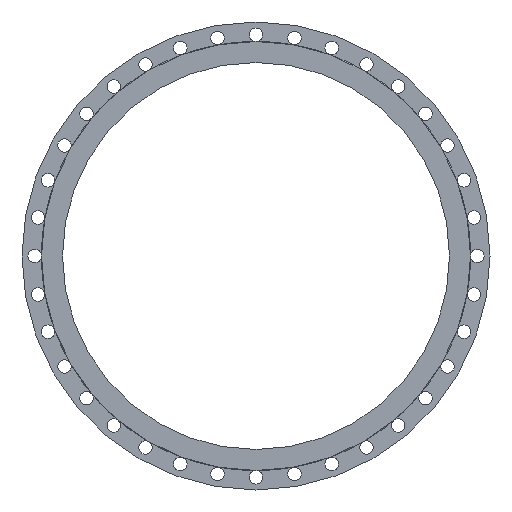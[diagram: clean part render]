
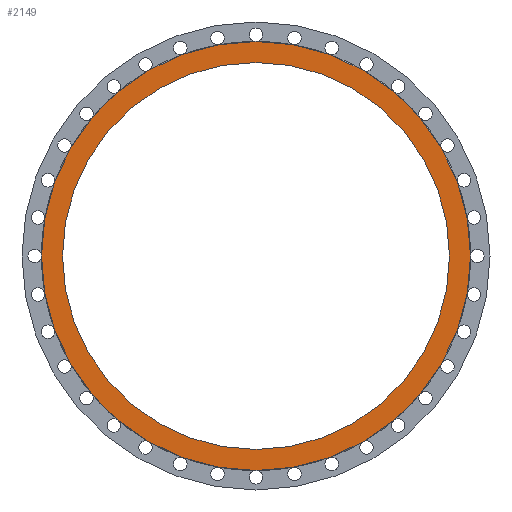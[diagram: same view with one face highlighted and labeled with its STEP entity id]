
A CAD part, left-side view. The second image highlights one B-rep face of the part: STEP entity #2149.
In plain terms, the highlighted planar face has unit normal (-1, 0, 0).
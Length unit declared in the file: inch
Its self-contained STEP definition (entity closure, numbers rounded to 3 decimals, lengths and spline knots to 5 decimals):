
#146 = DIRECTION ( 'NONE',  ( 0., 0., 1. ) ) ;
#168 = CIRCLE ( 'NONE', #3650, 16.125 ) ;
#468 = ORIENTED_EDGE ( 'NONE', *, *, #3056, .F. ) ;
#498 = DIRECTION ( 'NONE',  ( 0., 0., 1. ) ) ;
#546 = DIRECTION ( 'NONE',  ( 0., 0., 1. ) ) ;
#581 = FACE_OUTER_BOUND ( 'NONE', #1312, .T. ) ;
#583 = CIRCLE ( 'NONE', #2639, 17.875 ) ;
#609 = VERTEX_POINT ( 'NONE', #2662 ) ;
#640 = VERTEX_POINT ( 'NONE', #2251 ) ;
#641 = CIRCLE ( 'NONE', #3290, 17.875 ) ;
#645 = DIRECTION ( 'NONE',  ( 0., 0., 1. ) ) ;
#691 = CARTESIAN_POINT ( 'NONE',  ( -0.14414, 0., 0. ) ) ;
#798 = VERTEX_POINT ( 'NONE', #1165 ) ;
#804 = AXIS2_PLACEMENT_3D ( 'NONE', #1000, #2435, #146 ) ;
#808 = VERTEX_POINT ( 'NONE', #1459 ) ;
#822 = FACE_BOUND ( 'NONE', #2984, .T. ) ;
#938 = EDGE_CURVE ( 'NONE', #640, #609, #2390, .T. ) ;
#1000 = CARTESIAN_POINT ( 'NONE',  ( -0.14414, 0., 0. ) ) ;
#1165 = CARTESIAN_POINT ( 'NONE',  ( -0.14414, 0., -17.875 ) ) ;
#1209 = CARTESIAN_POINT ( 'NONE',  ( -0.14414, 0., 0. ) ) ;
#1237 = DIRECTION ( 'NONE',  ( -1., 0., 0. ) ) ;
#1275 = DIRECTION ( 'NONE',  ( 0., 0., 1. ) ) ;
#1312 = EDGE_LOOP ( 'NONE', ( #3289, #2904 ) ) ;
#1350 = DIRECTION ( 'NONE',  ( -1., 0., 0. ) ) ;
#1351 = ORIENTED_EDGE ( 'NONE', *, *, #938, .F. ) ;
#1459 = CARTESIAN_POINT ( 'NONE',  ( -0.14414, 0., 17.875 ) ) ;
#1572 = CARTESIAN_POINT ( 'NONE',  ( -0.14414, 0., 0. ) ) ;
#1942 = PLANE ( 'NONE',  #2037 ) ;
#2002 = DIRECTION ( 'NONE',  ( -1., 0., 0. ) ) ;
#2037 = AXIS2_PLACEMENT_3D ( 'NONE', #3627, #2814, #546 ) ;
#2149 = ADVANCED_FACE ( 'NONE', ( #581, #822 ), #1942, .T. ) ;
#2251 = CARTESIAN_POINT ( 'NONE',  ( -0.14414, 0., 16.125 ) ) ;
#2390 = CIRCLE ( 'NONE', #804, 16.125 ) ;
#2435 = DIRECTION ( 'NONE',  ( -1., 0., 0. ) ) ;
#2639 = AXIS2_PLACEMENT_3D ( 'NONE', #1572, #1350, #498 ) ;
#2662 = CARTESIAN_POINT ( 'NONE',  ( -0.14414, 0., -16.125 ) ) ;
#2763 = EDGE_CURVE ( 'NONE', #808, #798, #641, .T. ) ;
#2814 = DIRECTION ( 'NONE',  ( -1., 0., 0. ) ) ;
#2901 = EDGE_CURVE ( 'NONE', #798, #808, #583, .T. ) ;
#2904 = ORIENTED_EDGE ( 'NONE', *, *, #2901, .T. ) ;
#2984 = EDGE_LOOP ( 'NONE', ( #1351, #468 ) ) ;
#3056 = EDGE_CURVE ( 'NONE', #609, #640, #168, .T. ) ;
#3289 = ORIENTED_EDGE ( 'NONE', *, *, #2763, .T. ) ;
#3290 = AXIS2_PLACEMENT_3D ( 'NONE', #691, #1237, #1275 ) ;
#3627 = CARTESIAN_POINT ( 'NONE',  ( -0.14414, 0., 0. ) ) ;
#3650 = AXIS2_PLACEMENT_3D ( 'NONE', #1209, #2002, #645 ) ;
